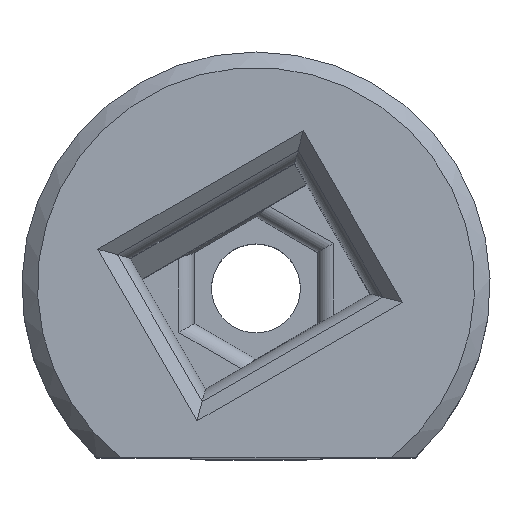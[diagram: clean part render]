
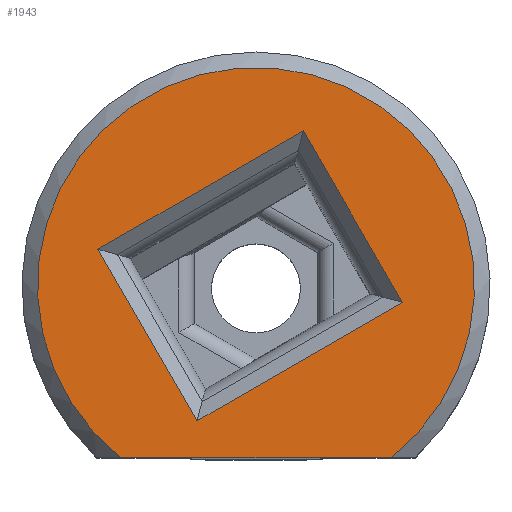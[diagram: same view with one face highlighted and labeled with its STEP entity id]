
A CAD part, left-side view. The second image highlights one B-rep face of the part: STEP entity #1943.
In plain terms, the highlighted face is planar.
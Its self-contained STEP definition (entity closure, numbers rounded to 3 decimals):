
#39=FACE_BOUND('',#610,.T.);
#86=PLANE('',#2058);
#172=LINE('',#8804,#320);
#176=LINE('',#8813,#324);
#177=LINE('',#8817,#325);
#178=LINE('',#8818,#326);
#179=LINE('',#8819,#327);
#320=VECTOR('',#2274,1000.);
#324=VECTOR('',#2280,10.);
#325=VECTOR('',#2283,1000.);
#326=VECTOR('',#2284,1000.);
#327=VECTOR('',#2285,1000.);
#496=FACE_OUTER_BOUND('',#609,.T.);
#609=EDGE_LOOP('',(#1527,#1528));
#610=EDGE_LOOP('',(#1529,#1530,#1531,#1532));
#692=CIRCLE('',#2059,14.);
#907=VERTEX_POINT('',#8802);
#908=VERTEX_POINT('',#8803);
#911=VERTEX_POINT('',#8811);
#912=VERTEX_POINT('',#8812);
#913=VERTEX_POINT('',#8815);
#914=VERTEX_POINT('',#8816);
#1135=EDGE_CURVE('',#907,#908,#172,.T.);
#1139=EDGE_CURVE('',#911,#912,#176,.T.);
#1140=EDGE_CURVE('',#912,#911,#692,.T.);
#1141=EDGE_CURVE('',#913,#914,#177,.T.);
#1142=EDGE_CURVE('',#914,#907,#178,.T.);
#1143=EDGE_CURVE('',#908,#913,#179,.T.);
#1527=ORIENTED_EDGE('',*,*,#1139,.F.);
#1528=ORIENTED_EDGE('',*,*,#1140,.F.);
#1529=ORIENTED_EDGE('',*,*,#1141,.T.);
#1530=ORIENTED_EDGE('',*,*,#1142,.T.);
#1531=ORIENTED_EDGE('',*,*,#1135,.T.);
#1532=ORIENTED_EDGE('',*,*,#1143,.T.);
#1943=ADVANCED_FACE('',(#496,#39),#86,.F.);
#2058=AXIS2_PLACEMENT_3D('',#8810,#2278,#2279);
#2059=AXIS2_PLACEMENT_3D('',#8814,#2281,#2282);
#2274=DIRECTION('',(0.,-0.5,-0.866));
#2278=DIRECTION('center_axis',(1.,0.,0.));
#2279=DIRECTION('ref_axis',(0.,-0.866,0.5));
#2280=DIRECTION('',(0.,1.,0.));
#2281=DIRECTION('center_axis',(1.,0.,0.));
#2282=DIRECTION('ref_axis',(0.,-0.866,0.5));
#2283=DIRECTION('',(0.,0.5,0.866));
#2284=DIRECTION('',(0.,-0.866,0.5));
#2285=DIRECTION('',(0.,0.866,-0.5));
#8802=CARTESIAN_POINT('',(114.,-26.531,20.949));
#8803=CARTESIAN_POINT('',(114.,-32.881,9.95));
#8804=CARTESIAN_POINT('',(114.,-30.081,14.8));
#8810=CARTESIAN_POINT('Origin',(114.,-23.5,11.));
#8811=CARTESIAN_POINT('',(114.,-32.16,0.));
#8812=CARTESIAN_POINT('',(114.,-14.839,0.));
#8813=CARTESIAN_POINT('',(114.,-23.5,0.));
#8814=CARTESIAN_POINT('Origin',(114.,-23.5,11.));
#8815=CARTESIAN_POINT('',(114.,-19.718,2.35));
#8816=CARTESIAN_POINT('',(114.,-13.368,13.349));
#8817=CARTESIAN_POINT('',(114.,-14.118,12.05));
#8818=CARTESIAN_POINT('',(114.,-19.95,17.149));
#8819=CARTESIAN_POINT('',(114.,-21.017,3.1));
